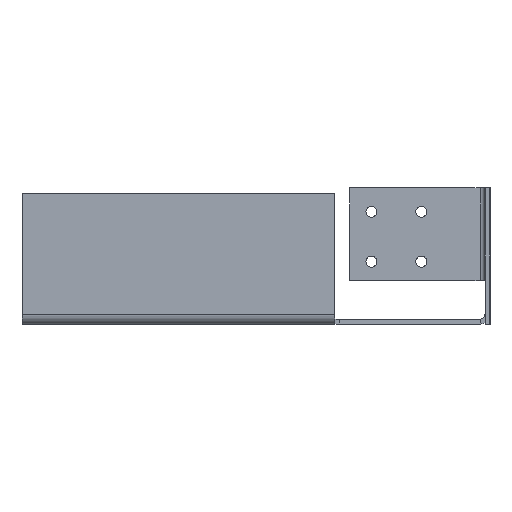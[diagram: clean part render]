
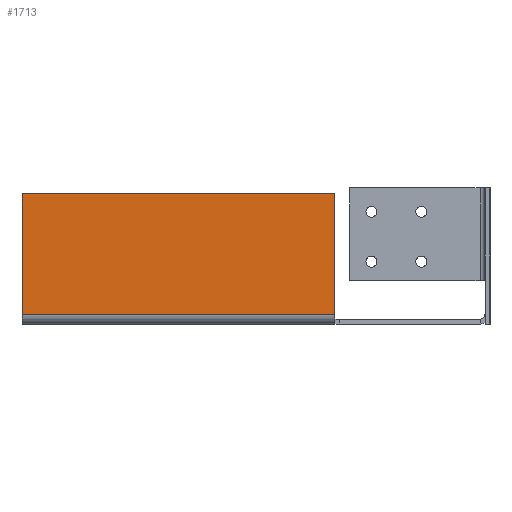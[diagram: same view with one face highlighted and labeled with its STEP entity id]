
A CAD part, left-side view. The second image highlights one B-rep face of the part: STEP entity #1713.
In plain terms, the highlighted planar face has unit normal (-1, 0, 0).
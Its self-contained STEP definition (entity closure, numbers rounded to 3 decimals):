
#87=FACE_OUTER_BOUND('',#185,.T.);
#185=EDGE_LOOP('',(#1219,#1220,#1221,#1222));
#394=LINE('',#2590,#586);
#397=LINE('',#2596,#589);
#398=LINE('',#2598,#590);
#399=LINE('',#2599,#591);
#586=VECTOR('',#2068,2.32);
#589=VECTOR('',#2073,10.);
#590=VECTOR('',#2074,2.32);
#591=VECTOR('',#2075,10.);
#773=VERTEX_POINT('',#2587);
#774=VERTEX_POINT('',#2589);
#776=VERTEX_POINT('',#2595);
#777=VERTEX_POINT('',#2597);
#940=EDGE_CURVE('',#773,#774,#394,.T.);
#943=EDGE_CURVE('',#773,#776,#397,.T.);
#944=EDGE_CURVE('',#776,#777,#398,.T.);
#945=EDGE_CURVE('',#777,#774,#399,.T.);
#1219=ORIENTED_EDGE('',*,*,#943,.T.);
#1220=ORIENTED_EDGE('',*,*,#944,.T.);
#1221=ORIENTED_EDGE('',*,*,#945,.T.);
#1222=ORIENTED_EDGE('',*,*,#940,.F.);
#1640=PLANE('',#1836);
#1713=ADVANCED_FACE('',(#87),#1640,.F.);
#1836=AXIS2_PLACEMENT_3D('',#2594,#2071,#2072);
#2068=DIRECTION('',(0.,0.,1.));
#2071=DIRECTION('center_axis',(1.,0.,0.));
#2072=DIRECTION('ref_axis',(0.,0.,-1.));
#2073=DIRECTION('',(0.,-1.,0.));
#2074=DIRECTION('',(0.,0.,1.));
#2075=DIRECTION('',(0.,1.,0.));
#2587=CARTESIAN_POINT('',(-122.5,150.,-9.163));
#2589=CARTESIAN_POINT('',(-122.5,150.,29.637));
#2590=CARTESIAN_POINT('',(-122.5,150.,-16.451));
#2594=CARTESIAN_POINT('Origin',(-122.5,99.85,8.415));
#2595=CARTESIAN_POINT('',(-122.5,49.7,-9.163));
#2596=CARTESIAN_POINT('',(-122.5,99.85,-9.163));
#2597=CARTESIAN_POINT('',(-122.5,49.7,29.637));
#2598=CARTESIAN_POINT('',(-122.5,49.7,-16.451));
#2599=CARTESIAN_POINT('',(-122.5,49.7,29.637));
